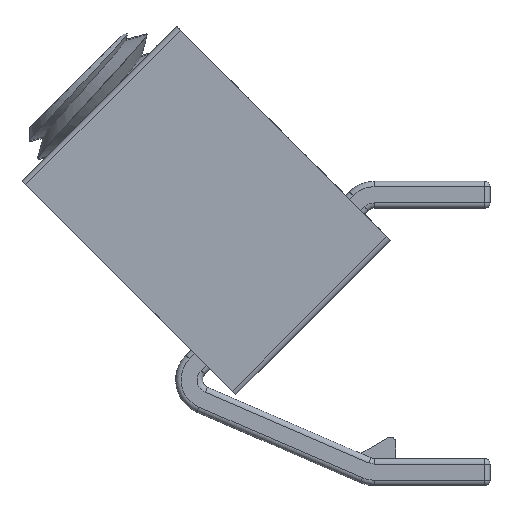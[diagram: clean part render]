
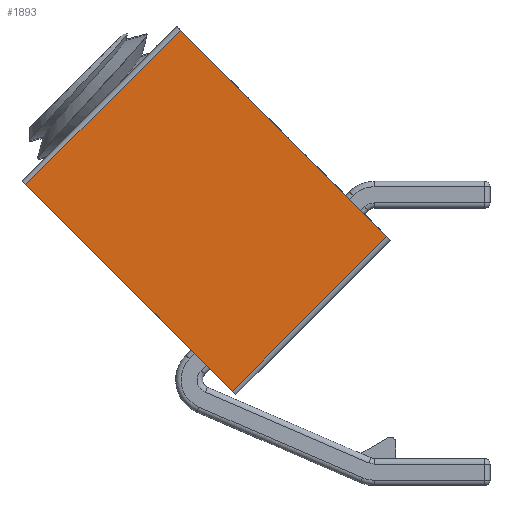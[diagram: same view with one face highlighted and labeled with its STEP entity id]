
A CAD part, left-side view. The second image highlights one B-rep face of the part: STEP entity #1893.
In plain terms, the highlighted planar face has unit normal (-1, 0, 0).
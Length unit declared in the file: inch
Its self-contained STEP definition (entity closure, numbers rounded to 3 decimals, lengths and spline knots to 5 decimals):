
#127=PLANE('',#2075);
#168=FACE_OUTER_BOUND('',#291,.T.);
#291=EDGE_LOOP('',(#1298,#1299,#1300,#1301));
#418=LINE('',#2902,#557);
#426=LINE('',#2933,#565);
#427=LINE('',#2936,#566);
#428=LINE('',#2937,#567);
#557=VECTOR('',#2306,0.3937);
#565=VECTOR('',#2336,0.3937);
#566=VECTOR('',#2339,0.3937);
#567=VECTOR('',#2340,0.3937);
#803=VERTEX_POINT('',#2899);
#804=VERTEX_POINT('',#2901);
#816=VERTEX_POINT('',#2931);
#817=VERTEX_POINT('',#2935);
#983=EDGE_CURVE('',#804,#803,#418,.T.);
#999=EDGE_CURVE('',#804,#816,#426,.T.);
#1000=EDGE_CURVE('',#817,#803,#427,.T.);
#1001=EDGE_CURVE('',#817,#816,#428,.T.);
#1298=ORIENTED_EDGE('',*,*,#999,.F.);
#1299=ORIENTED_EDGE('',*,*,#983,.T.);
#1300=ORIENTED_EDGE('',*,*,#1000,.F.);
#1301=ORIENTED_EDGE('',*,*,#1001,.T.);
#1893=ADVANCED_FACE('',(#168),#127,.T.);
#2075=AXIS2_PLACEMENT_3D('',#2934,#2337,#2338);
#2306=DIRECTION('',(0.,-1.,0.));
#2336=DIRECTION('',(0.,0.,1.));
#2337=DIRECTION('center_axis',(-1.,0.,0.));
#2338=DIRECTION('ref_axis',(0.,0.,1.));
#2339=DIRECTION('',(0.,0.,-1.));
#2340=DIRECTION('',(0.,1.,0.));
#2899=CARTESIAN_POINT('',(-0.2105,-0.271,-3.));
#2901=CARTESIAN_POINT('',(-0.2105,0.271,-3.));
#2902=CARTESIAN_POINT('',(-0.2105,0.281,-3.));
#2931=CARTESIAN_POINT('',(-0.2105,0.271,-2.594));
#2933=CARTESIAN_POINT('',(-0.2105,0.271,-3.));
#2934=CARTESIAN_POINT('Origin',(-0.2105,-0.281,-3.));
#2935=CARTESIAN_POINT('',(-0.2105,-0.271,-2.594));
#2936=CARTESIAN_POINT('',(-0.2105,-0.271,-3.));
#2937=CARTESIAN_POINT('',(-0.2105,0.281,-2.594));
